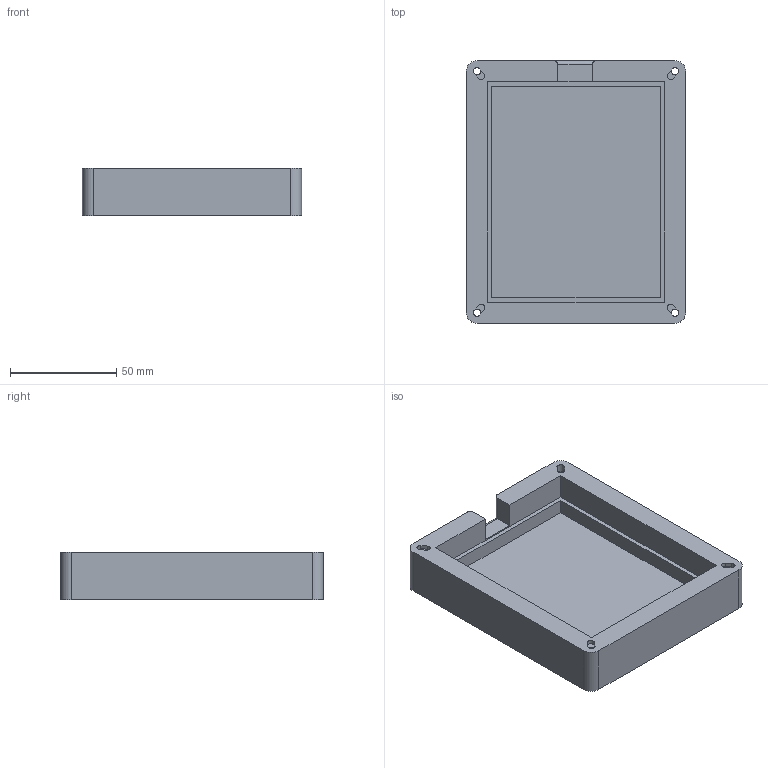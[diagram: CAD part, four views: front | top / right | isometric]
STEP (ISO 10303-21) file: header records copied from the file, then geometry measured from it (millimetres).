
FILE_DESCRIPTION(/* description */ (''),/* implementation_level */ '2;1');
FILE_NAME(/* name */ 'UpperFrame.step',/* time_stamp */ '2026-01-25T22:40:38+01:00',/* author */ (''),/* organization */ (''),/* preprocessor_version */ 'ST-DEVELOPER v20.1',/* originating_system */ 'Autodesk Translation Framework v14.24.0.0',/* authorisation */ '');
FILE_SCHEMA (('AUTOMOTIVE_DESIGN { 1 0 10303 214 3 1 1 }'));
Length unit declared in the file: millimetre
Products named in the file (1): BottomBox
Bounding box: 102.96 x 123.41 x 22.3 mm (x, y, z)
Volume: 118643.4 mm3; surface area: 43519.6 mm2
Topology: 1 solids, 1 shells, 62 faces, 151 edges, 100 vertices
Faces by surface type: plane 39, cylinder 23
Full cylindrical faces by diameter (mm): 3.4 x4, 5.1 x4, 6 x4
Entity records: 1869 total; most frequent: DIRECTION 329, CARTESIAN_POINT 314, ORIENTED_EDGE 302, EDGE_CURVE 151, AXIS2_PLACEMENT_3D 115, VERTEX_POINT 100, LINE 99, VECTOR 99
